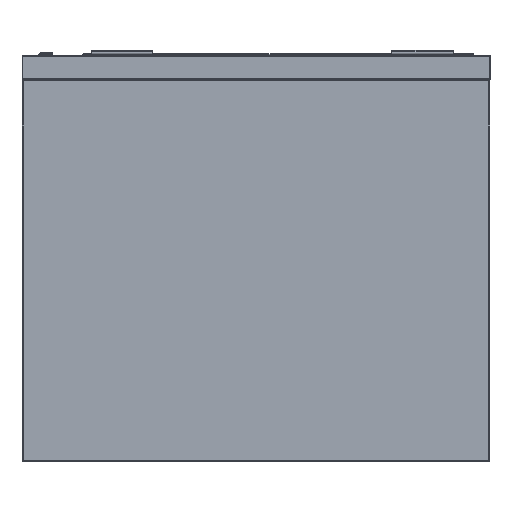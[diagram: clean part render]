
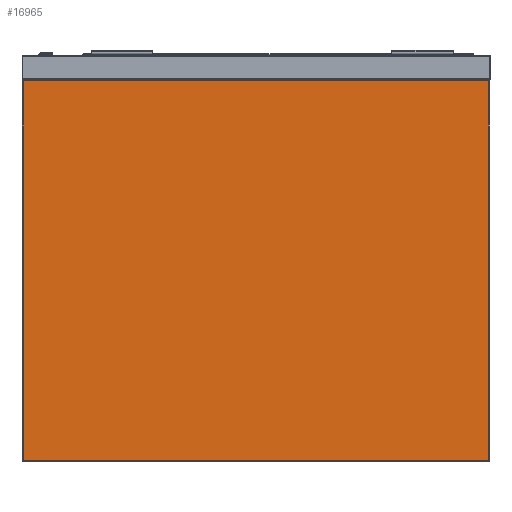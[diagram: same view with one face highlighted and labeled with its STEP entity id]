
A CAD part, left-side view. The second image highlights one B-rep face of the part: STEP entity #16965.
In plain terms, the highlighted planar face has unit normal (-1, 0, 0).
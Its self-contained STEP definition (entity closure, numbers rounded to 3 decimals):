
#57 = CARTESIAN_POINT ( 'NONE',  ( -260., -378., -658. ) ) ;
#1012 = DIRECTION ( 'NONE',  ( -1., 0., 0. ) ) ;
#1331 = DIRECTION ( 'NONE',  ( 0., 0., 1. ) ) ;
#1959 = LINE ( 'NONE', #27317, #15074 ) ;
#2760 = CARTESIAN_POINT ( 'NONE',  ( -260., -380., -658. ) ) ;
#3436 = VERTEX_POINT ( 'NONE', #30719 ) ;
#3815 = FACE_OUTER_BOUND ( 'NONE', #24525, .T. ) ;
#4402 = VERTEX_POINT ( 'NONE', #19939 ) ;
#4993 = EDGE_CURVE ( 'NONE', #16430, #8089, #7722, .T. ) ;
#7722 = LINE ( 'NONE', #2760, #9292 ) ;
#7912 = DIRECTION ( 'NONE',  ( 0., 1., 0. ) ) ;
#8089 = VERTEX_POINT ( 'NONE', #57 ) ;
#8932 = CARTESIAN_POINT ( 'NONE',  ( -260., -380., -660. ) ) ;
#9292 = VECTOR ( 'NONE', #15795, 1000. ) ;
#9702 = DIRECTION ( 'NONE',  ( 0., 0., -1. ) ) ;
#10178 = ORIENTED_EDGE ( 'NONE', *, *, #30371, .T. ) ;
#11320 = VECTOR ( 'NONE', #11739, 1000. ) ;
#11487 = EDGE_CURVE ( 'NONE', #3436, #4402, #32430, .T. ) ;
#11739 = DIRECTION ( 'NONE',  ( 0., 0., 1. ) ) ;
#14865 = AXIS2_PLACEMENT_3D ( 'NONE', #8932, #1012, #1331 ) ;
#15074 = VECTOR ( 'NONE', #9702, 1000. ) ;
#15795 = DIRECTION ( 'NONE',  ( 0., -1., 0. ) ) ;
#15913 = ORIENTED_EDGE ( 'NONE', *, *, #4993, .T. ) ;
#16430 = VERTEX_POINT ( 'NONE', #30865 ) ;
#16845 = CARTESIAN_POINT ( 'NONE',  ( -260., -378., -660. ) ) ;
#16965 = ADVANCED_FACE ( 'Fl�che7', ( #3815 ), #23882, .T. ) ;
#19783 = LINE ( 'NONE', #16845, #11320 ) ;
#19939 = CARTESIAN_POINT ( 'NONE',  ( -260., 378., -42. ) ) ;
#20029 = EDGE_CURVE ( 'NONE', #4402, #16430, #1959, .T. ) ;
#23882 = PLANE ( 'NONE',  #14865 ) ;
#24054 = ORIENTED_EDGE ( 'NONE', *, *, #20029, .T. ) ;
#24525 = EDGE_LOOP ( 'NONE', ( #10178, #24716, #24054, #15913 ) ) ;
#24716 = ORIENTED_EDGE ( 'NONE', *, *, #11487, .T. ) ;
#27317 = CARTESIAN_POINT ( 'NONE',  ( -260., 378., -660. ) ) ;
#30371 = EDGE_CURVE ( 'NONE', #8089, #3436, #19783, .T. ) ;
#30444 = CARTESIAN_POINT ( 'NONE',  ( -260., 380., -42. ) ) ;
#30719 = CARTESIAN_POINT ( 'NONE',  ( -260., -378., -42. ) ) ;
#30865 = CARTESIAN_POINT ( 'NONE',  ( -260., 378., -658. ) ) ;
#30909 = VECTOR ( 'NONE', #7912, 1000. ) ;
#32430 = LINE ( 'NONE', #30444, #30909 ) ;
